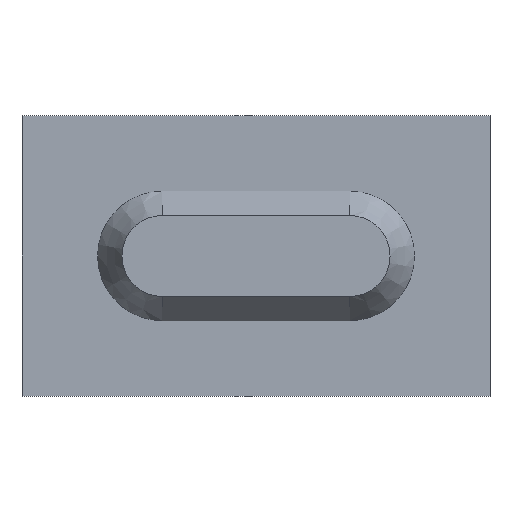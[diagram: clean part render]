
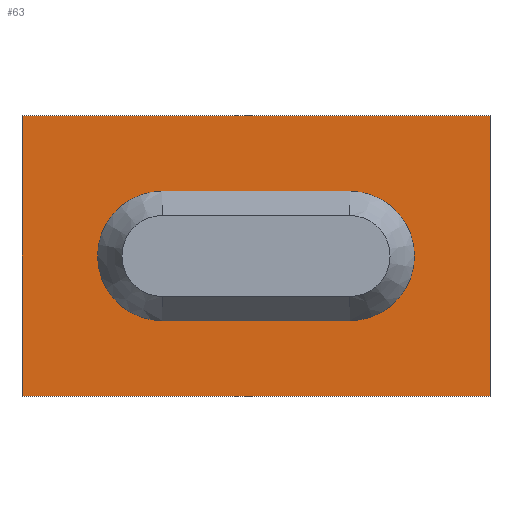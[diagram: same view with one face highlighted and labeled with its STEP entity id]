
A CAD part, front view. The second image highlights one B-rep face of the part: STEP entity #63.
In plain terms, the highlighted planar face has unit normal (0, -1, 0).
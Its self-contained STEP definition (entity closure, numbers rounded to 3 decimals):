
#42=FACE_BOUND('',#97,.T.);
#43=FACE_BOUND('',#98,.T.);
#49=PLANE('',#316);
#63=ADVANCED_FACE('NONE',(#42,#43),#49,.F.);
#97=EDGE_LOOP('',(#138,#139,#140,#141));
#98=EDGE_LOOP('',(#142,#143,#144,#145));
#110=CIRCLE('',#307,13.845);
#112=CIRCLE('',#311,13.845);
#138=ORIENTED_EDGE('',*,*,#226,.F.);
#139=ORIENTED_EDGE('',*,*,#227,.F.);
#140=ORIENTED_EDGE('',*,*,#228,.F.);
#141=ORIENTED_EDGE('',*,*,#229,.F.);
#142=ORIENTED_EDGE('',*,*,#215,.F.);
#143=ORIENTED_EDGE('',*,*,#224,.F.);
#144=ORIENTED_EDGE('',*,*,#221,.F.);
#145=ORIENTED_EDGE('',*,*,#218,.F.);
#191=VERTEX_POINT('',#412);
#192=VERTEX_POINT('',#414);
#194=VERTEX_POINT('',#420);
#196=VERTEX_POINT('',#426);
#198=VERTEX_POINT('',#436);
#199=VERTEX_POINT('',#437);
#200=VERTEX_POINT('',#439);
#201=VERTEX_POINT('',#441);
#215=EDGE_CURVE('NONE',#191,#192,#110,.T.);
#218=EDGE_CURVE('NONE',#192,#194,#252,.T.);
#221=EDGE_CURVE('NONE',#194,#196,#112,.T.);
#224=EDGE_CURVE('NONE',#196,#191,#256,.T.);
#226=EDGE_CURVE('NONE',#198,#199,#258,.T.);
#227=EDGE_CURVE('NONE',#200,#198,#259,.T.);
#228=EDGE_CURVE('NONE',#201,#200,#260,.T.);
#229=EDGE_CURVE('NONE',#199,#201,#261,.T.);
#252=LINE('',#419,#280);
#256=LINE('',#431,#284);
#258=LINE('',#435,#286);
#259=LINE('',#438,#287);
#260=LINE('',#440,#288);
#261=LINE('',#442,#289);
#280=VECTOR('',#341,1.);
#284=VECTOR('',#353,1.);
#286=VECTOR('',#359,1.);
#287=VECTOR('',#360,1.);
#288=VECTOR('',#361,1.);
#289=VECTOR('',#362,1.);
#307=AXIS2_PLACEMENT_3D('',#413,#334,#335);
#311=AXIS2_PLACEMENT_3D('',#425,#346,#347);
#316=AXIS2_PLACEMENT_3D('',#443,#363,#364);
#334=DIRECTION('',(0.,-1.,0.));
#335=DIRECTION('',(0.,0.,1.));
#341=DIRECTION('',(1.,0.,0.));
#346=DIRECTION('',(0.,-1.,0.));
#347=DIRECTION('',(0.,0.,1.));
#353=DIRECTION('',(-1.,0.,0.));
#359=DIRECTION('',(0.,0.,-1.));
#360=DIRECTION('',(1.,0.,0.));
#361=DIRECTION('',(0.,0.,1.));
#362=DIRECTION('',(-1.,0.,0.));
#363=DIRECTION('',(0.,1.,0.));
#364=DIRECTION('',(0.,0.,1.));
#412=CARTESIAN_POINT('',(-20.,-2.,13.845));
#413=CARTESIAN_POINT('',(-20.,-2.,0.));
#414=CARTESIAN_POINT('',(-20.,-2.,-13.845));
#419=CARTESIAN_POINT('',(-20.,-2.,-13.845));
#420=CARTESIAN_POINT('',(20.,-2.,-13.845));
#425=CARTESIAN_POINT('',(20.,-2.,0.));
#426=CARTESIAN_POINT('',(20.,-2.,13.845));
#431=CARTESIAN_POINT('',(-20.,-2.,13.845));
#435=CARTESIAN_POINT('',(50.,-2.,-30.));
#436=CARTESIAN_POINT('',(50.,-2.,30.));
#437=CARTESIAN_POINT('',(50.,-2.,-30.));
#438=CARTESIAN_POINT('',(-50.,-2.,30.));
#439=CARTESIAN_POINT('',(-50.,-2.,30.));
#440=CARTESIAN_POINT('',(-50.,-2.,-30.));
#441=CARTESIAN_POINT('',(-50.,-2.,-30.));
#442=CARTESIAN_POINT('',(-50.,-2.,-30.));
#443=CARTESIAN_POINT('',(0.,-2.,0.));
